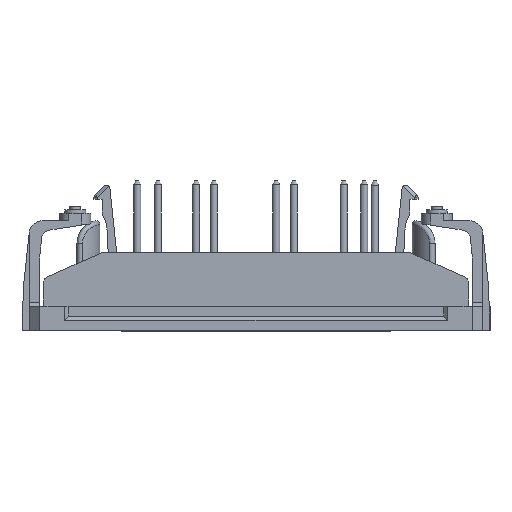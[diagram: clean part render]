
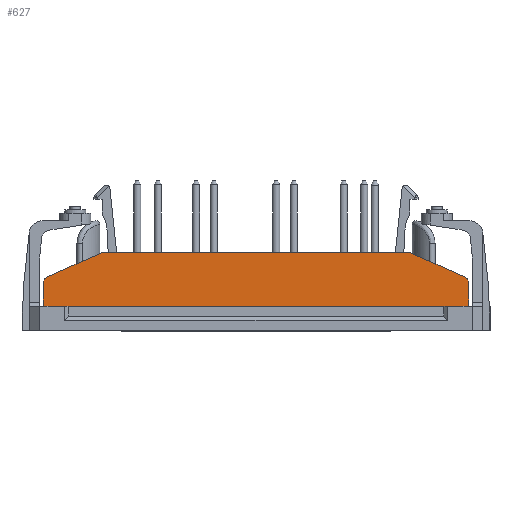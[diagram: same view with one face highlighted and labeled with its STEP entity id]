
A CAD part, front view. The second image highlights one B-rep face of the part: STEP entity #627.
In plain terms, the highlighted planar face has unit normal (0, -1, 0).
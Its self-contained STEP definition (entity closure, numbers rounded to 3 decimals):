
#627 = ADVANCED_FACE( '', ( #1515 ), #1516, .F. );
#1515 = FACE_OUTER_BOUND( '', #3176, .T. );
#1516 = PLANE( '', #3177 );
#3176 = EDGE_LOOP( '', ( #6250, #6251, #6252, #6253, #6254, #6255, #6256, #6257 ) );
#3177 = AXIS2_PLACEMENT_3D( '', #6258, #6259, #6260 );
#6250 = ORIENTED_EDGE( '', *, *, #9050, .F. );
#6251 = ORIENTED_EDGE( '', *, *, #9051, .T. );
#6252 = ORIENTED_EDGE( '', *, *, #8961, .F. );
#6253 = ORIENTED_EDGE( '', *, *, #9052, .F. );
#6254 = ORIENTED_EDGE( '', *, *, #9053, .F. );
#6255 = ORIENTED_EDGE( '', *, *, #9054, .T. );
#6256 = ORIENTED_EDGE( '', *, *, #8981, .F. );
#6257 = ORIENTED_EDGE( '', *, *, #9055, .F. );
#6258 = CARTESIAN_POINT( '', ( -20.75, -14.5, 11. ) );
#6259 = DIRECTION( '', ( 0., 1., 0. ) );
#6260 = DIRECTION( '', ( 1., 0., 0. ) );
#8961 = EDGE_CURVE( '', #10533, #10534, #10535, .F. );
#8981 = EDGE_CURVE( '', #10565, #10566, #10567, .F. );
#9050 = EDGE_CURVE( '', #10678, #10679, #10680, .F. );
#9051 = EDGE_CURVE( '', #10678, #10534, #10681, .F. );
#9052 = EDGE_CURVE( '', #10682, #10533, #10683, .F. );
#9053 = EDGE_CURVE( '', #10684, #10682, #10685, .F. );
#9054 = EDGE_CURVE( '', #10684, #10566, #10686, .F. );
#9055 = EDGE_CURVE( '', #10679, #10565, #10687, .T. );
#10533 = VERTEX_POINT( '', #12893 );
#10534 = VERTEX_POINT( '', #12894 );
#10535 = LINE( '', #12895, #12896 );
#10565 = VERTEX_POINT( '', #12939 );
#10566 = VERTEX_POINT( '', #12940 );
#10567 = LINE( '', #12941, #12942 );
#10678 = VERTEX_POINT( '', #13341 );
#10679 = VERTEX_POINT( '', #13342 );
#10680 = LINE( '', #13343, #13344 );
#10681 = CIRCLE( '', #13345, 1. );
#10682 = VERTEX_POINT( '', #13346 );
#10683 = LINE( '', #13347, #13348 );
#10684 = VERTEX_POINT( '', #13349 );
#10685 = LINE( '', #13350, #13351 );
#10686 = CIRCLE( '', #13352, 1. );
#10687 = LINE( '', #13353, #13354 );
#12893 = CARTESIAN_POINT( '', ( 21.65, -14.5, 11. ) );
#12894 = CARTESIAN_POINT( '', ( 29.406, -14.5, 7.553 ) );
#12895 = CARTESIAN_POINT( '', ( 21.65, -14.5, 11. ) );
#12896 = VECTOR( '', #15400, 1000. );
#12939 = CARTESIAN_POINT( '', ( -30., -14.5, 3.4 ) );
#12940 = CARTESIAN_POINT( '', ( -30., -14.5, 6.639 ) );
#12941 = CARTESIAN_POINT( '', ( -30., -14.5, 7.289 ) );
#12942 = VECTOR( '', #15420, 1000. );
#13341 = CARTESIAN_POINT( '', ( 30., -14.5, 6.639 ) );
#13342 = CARTESIAN_POINT( '', ( 30., -14.5, 3.4 ) );
#13343 = CARTESIAN_POINT( '', ( 30., -14.5, 3.4 ) );
#13344 = VECTOR( '', #15500, 1000. );
#13345 = AXIS2_PLACEMENT_3D( '', #15501, #15502, #15503 );
#13346 = CARTESIAN_POINT( '', ( -21.65, -14.5, 11. ) );
#13347 = CARTESIAN_POINT( '', ( -20.75, -14.5, 11. ) );
#13348 = VECTOR( '', #15504, 1000. );
#13349 = CARTESIAN_POINT( '', ( -29.406, -14.5, 7.553 ) );
#13350 = CARTESIAN_POINT( '', ( -32., -14.5, 6.4 ) );
#13351 = VECTOR( '', #15505, 1000. );
#13352 = AXIS2_PLACEMENT_3D( '', #15506, #15507, #15508 );
#13353 = CARTESIAN_POINT( '', ( -32., -14.5, 3.4 ) );
#13354 = VECTOR( '', #15509, 1000. );
#15400 = DIRECTION( '', ( -0.914, 0., 0.406 ) );
#15420 = DIRECTION( '', ( 0., 0., -1. ) );
#15500 = DIRECTION( '', ( 0., 0., 1. ) );
#15501 = CARTESIAN_POINT( '', ( 29., -14.5, 6.639 ) );
#15502 = DIRECTION( '', ( 0., 1., 0. ) );
#15503 = DIRECTION( '', ( 0., 0., 1. ) );
#15504 = DIRECTION( '', ( -1., 0., 0. ) );
#15505 = DIRECTION( '', ( -0.914, 0., -0.406 ) );
#15506 = CARTESIAN_POINT( '', ( -29., -14.5, 6.639 ) );
#15507 = DIRECTION( '', ( 0., 1., 0. ) );
#15508 = DIRECTION( '', ( 0., 0., 1. ) );
#15509 = DIRECTION( '', ( -1., 0., 0. ) );
